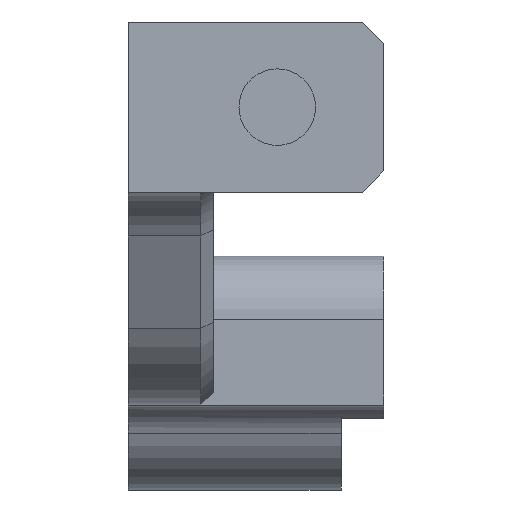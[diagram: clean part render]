
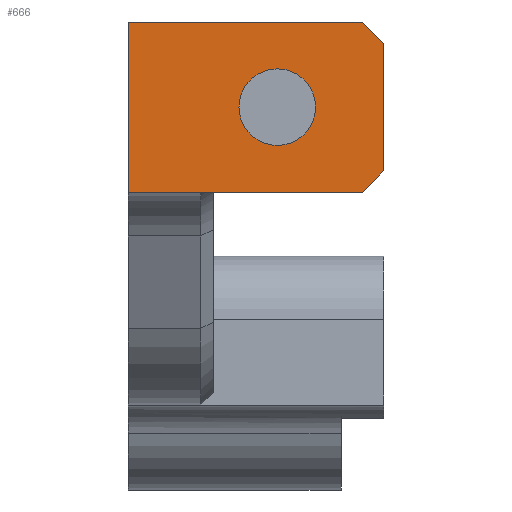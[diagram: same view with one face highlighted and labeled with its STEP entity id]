
A CAD part, left-side view. The second image highlights one B-rep face of the part: STEP entity #666.
In plain terms, the highlighted planar face has unit normal (-1, 0, 0).
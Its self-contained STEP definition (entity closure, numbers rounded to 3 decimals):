
#16=FACE_BOUND('',#116,.T.);
#40=PLANE('',#749);
#77=FACE_OUTER_BOUND('',#115,.T.);
#115=EDGE_LOOP('',(#576,#577,#578,#579,#580,#581,#582));
#116=EDGE_LOOP('',(#583));
#154=LINE('',#1077,#214);
#161=LINE('',#1093,#221);
#165=LINE('',#1110,#225);
#170=LINE('',#1121,#230);
#173=LINE('',#1126,#233);
#174=LINE('',#1128,#234);
#182=LINE('',#1152,#242);
#214=VECTOR('',#857,10.);
#221=VECTOR('',#874,10.);
#225=VECTOR('',#892,10.);
#230=VECTOR('',#903,10.);
#233=VECTOR('',#908,10.);
#234=VECTOR('',#911,10.);
#242=VECTOR('',#937,10.);
#262=CIRCLE('',#710,1.8);
#304=VERTEX_POINT('',#1034);
#318=VERTEX_POINT('',#1068);
#320=VERTEX_POINT('',#1076);
#324=VERTEX_POINT('',#1091);
#329=VERTEX_POINT('',#1108);
#330=VERTEX_POINT('',#1109);
#333=VERTEX_POINT('',#1120);
#334=VERTEX_POINT('',#1124);
#373=EDGE_CURVE('',#304,#304,#262,.T.);
#391=EDGE_CURVE('',#318,#320,#154,.T.);
#400=EDGE_CURVE('',#324,#318,#161,.T.);
#408=EDGE_CURVE('',#329,#330,#165,.T.);
#414=EDGE_CURVE('',#324,#333,#170,.T.);
#417=EDGE_CURVE('',#330,#334,#173,.T.);
#418=EDGE_CURVE('',#333,#329,#174,.T.);
#429=EDGE_CURVE('',#334,#320,#182,.T.);
#576=ORIENTED_EDGE('',*,*,#414,.T.);
#577=ORIENTED_EDGE('',*,*,#418,.T.);
#578=ORIENTED_EDGE('',*,*,#408,.T.);
#579=ORIENTED_EDGE('',*,*,#417,.T.);
#580=ORIENTED_EDGE('',*,*,#429,.T.);
#581=ORIENTED_EDGE('',*,*,#391,.F.);
#582=ORIENTED_EDGE('',*,*,#400,.F.);
#583=ORIENTED_EDGE('',*,*,#373,.T.);
#666=ADVANCED_FACE('',(#77,#16),#40,.T.);
#710=AXIS2_PLACEMENT_3D('',#1036,#821,#822);
#749=AXIS2_PLACEMENT_3D('',#1151,#935,#936);
#821=DIRECTION('center_axis',(1.,0.,0.));
#822=DIRECTION('ref_axis',(0.,0.,-1.));
#857=DIRECTION('',(0.,1.,0.));
#874=DIRECTION('',(0.,1.,0.));
#892=DIRECTION('',(0.,0.707,0.707));
#903=DIRECTION('',(0.,-0.707,0.707));
#908=DIRECTION('',(0.,1.,0.));
#911=DIRECTION('',(0.,0.,1.));
#935=DIRECTION('center_axis',(-1.,0.,0.));
#936=DIRECTION('ref_axis',(0.,0.,
1.));
#937=DIRECTION('',(0.,0.,-1.));
#1034=CARTESIAN_POINT('',(-178.104,-157.199,59.8));
#1036=CARTESIAN_POINT('Origin',(-178.104,-157.199,58.));
#1068=CARTESIAN_POINT('',(-178.104,-153.6,54.));
#1076=CARTESIAN_POINT('',(-178.104,-150.2,54.));
#1077=CARTESIAN_POINT('',(-178.104,-150.2,54.));
#1091=CARTESIAN_POINT('',(-178.104,-161.2,54.));
#1093=CARTESIAN_POINT('',(-178.104,-157.199,54.));
#1108=CARTESIAN_POINT('',(-178.104,-162.2,61.));
#1109=CARTESIAN_POINT('',(-178.104,-161.2,62.));
#1110=CARTESIAN_POINT('',(-178.104,-161.075,62.125));
#1120=CARTESIAN_POINT('',(-178.104,-162.2,55.));
#1121=CARTESIAN_POINT('',(-178.104,-161.075,53.875));
#1124=CARTESIAN_POINT('',(-178.104,-150.2,62.));
#1126=CARTESIAN_POINT('',(-178.104,-157.199,62.));
#1128=CARTESIAN_POINT('',(-178.104,-162.2,58.));
#1151=CARTESIAN_POINT('Origin',(-178.104,-155.7,58.));
#1152=CARTESIAN_POINT('',(-178.104,-150.2,62.));
